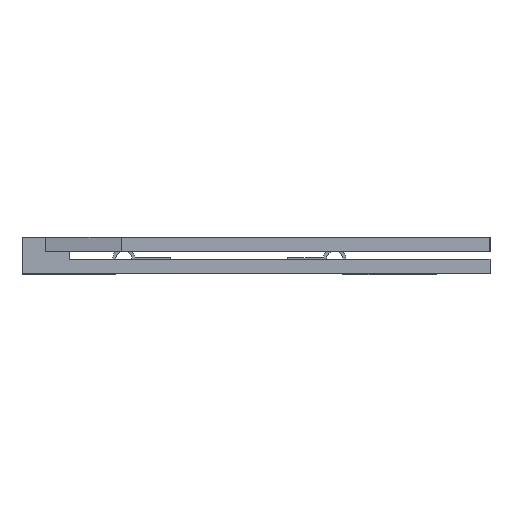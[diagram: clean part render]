
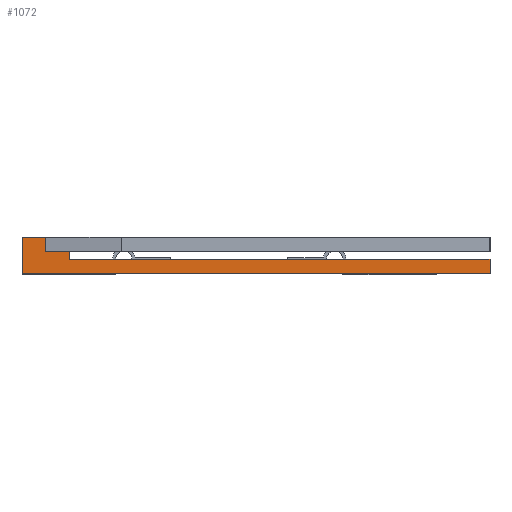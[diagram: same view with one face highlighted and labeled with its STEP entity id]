
A CAD part, front view. The second image highlights one B-rep face of the part: STEP entity #1072.
In plain terms, the highlighted planar face has unit normal (0, -1, 0).
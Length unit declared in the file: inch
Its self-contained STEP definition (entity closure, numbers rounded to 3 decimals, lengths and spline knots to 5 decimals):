
#6 = EDGE_CURVE ( 'NONE', #4112, #2147, #1236, .T. ) ;
#11 = DIRECTION ( 'NONE',  ( 0., 0., -1. ) ) ;
#12 = VECTOR ( 'NONE', #5560, 39.37008 ) ;
#173 = CARTESIAN_POINT ( 'NONE',  ( 0., 0., 0.03543 ) ) ;
#450 = CARTESIAN_POINT ( 'NONE',  ( 0., 0., 0.03543 ) ) ;
#500 = DIRECTION ( 'NONE',  ( 1., 0., 0. ) ) ;
#599 = CARTESIAN_POINT ( 'NONE',  ( 0., 0., 0.09055 ) ) ;
#629 = CARTESIAN_POINT ( 'NONE',  ( 0.11811, 0., 0.03543 ) ) ;
#632 = DIRECTION ( 'NONE',  ( 0., 1., 0. ) ) ;
#712 = DIRECTION ( 'NONE',  ( 1., 0., 0. ) ) ;
#774 = VERTEX_POINT ( 'NONE', #599 ) ;
#791 = VECTOR ( 'NONE', #500, 39.37008 ) ;
#938 = CARTESIAN_POINT ( 'NONE',  ( 0., 0., 0.03543 ) ) ;
#1072 = ADVANCED_FACE ( 'NONE', ( #1318 ), #5107, .F. ) ;
#1074 = VECTOR ( 'NONE', #11, 39.37008 ) ;
#1134 = ORIENTED_EDGE ( 'NONE', *, *, #4222, .T. ) ;
#1236 = LINE ( 'NONE', #2816, #12 ) ;
#1318 = FACE_OUTER_BOUND ( 'NONE', #4610, .T. ) ;
#1434 = CARTESIAN_POINT ( 'NONE',  ( 0., 0., 0. ) ) ;
#1501 = LINE ( 'NONE', #5098, #3714 ) ;
#1567 = CARTESIAN_POINT ( 'NONE',  ( 0., 0., 0.09055 ) ) ;
#1974 = EDGE_CURVE ( 'NONE', #3832, #774, #3370, .T. ) ;
#2000 = DIRECTION ( 'NONE',  ( -1., 0., 0. ) ) ;
#2033 = ORIENTED_EDGE ( 'NONE', *, *, #1974, .T. ) ;
#2147 = VERTEX_POINT ( 'NONE', #3444 ) ;
#2316 = VERTEX_POINT ( 'NONE', #629 ) ;
#2333 = CARTESIAN_POINT ( 'NONE',  ( 1.16929, 0., 0.03543 ) ) ;
#2395 = LINE ( 'NONE', #4051, #1074 ) ;
#2615 = EDGE_CURVE ( 'NONE', #3832, #2316, #2395, .T. ) ;
#2681 = EDGE_CURVE ( 'NONE', #2316, #4112, #5743, .T. ) ;
#2816 = CARTESIAN_POINT ( 'NONE',  ( 1.16929, 0., 0.03543 ) ) ;
#2823 = AXIS2_PLACEMENT_3D ( 'NONE', #173, #632, #3765 ) ;
#3370 = LINE ( 'NONE', #1567, #4301 ) ;
#3444 = CARTESIAN_POINT ( 'NONE',  ( 1.16929, 0., 0. ) ) ;
#3535 = EDGE_CURVE ( 'NONE', #774, #4912, #4926, .T. ) ;
#3553 = VECTOR ( 'NONE', #5873, 39.37008 ) ;
#3714 = VECTOR ( 'NONE', #712, 39.37008 ) ;
#3765 = DIRECTION ( 'NONE',  ( 0., 0., 1. ) ) ;
#3810 = CARTESIAN_POINT ( 'NONE',  ( 0.11811, 0., 0.09055 ) ) ;
#3832 = VERTEX_POINT ( 'NONE', #3810 ) ;
#4051 = CARTESIAN_POINT ( 'NONE',  ( 0.11811, 0., 0.21386 ) ) ;
#4112 = VERTEX_POINT ( 'NONE', #2333 ) ;
#4177 = ORIENTED_EDGE ( 'NONE', *, *, #2615, .F. ) ;
#4222 = EDGE_CURVE ( 'NONE', #4912, #2147, #1501, .T. ) ;
#4301 = VECTOR ( 'NONE', #2000, 39.37008 ) ;
#4601 = ORIENTED_EDGE ( 'NONE', *, *, #2681, .F. ) ;
#4610 = EDGE_LOOP ( 'NONE', ( #1134, #5488, #4601, #4177, #2033, #5623 ) ) ;
#4912 = VERTEX_POINT ( 'NONE', #1434 ) ;
#4926 = LINE ( 'NONE', #450, #3553 ) ;
#5098 = CARTESIAN_POINT ( 'NONE',  ( 0., 0., 0. ) ) ;
#5107 = PLANE ( 'NONE',  #2823 ) ;
#5488 = ORIENTED_EDGE ( 'NONE', *, *, #6, .F. ) ;
#5560 = DIRECTION ( 'NONE',  ( 0., 0., -1. ) ) ;
#5623 = ORIENTED_EDGE ( 'NONE', *, *, #3535, .T. ) ;
#5743 = LINE ( 'NONE', #938, #791 ) ;
#5873 = DIRECTION ( 'NONE',  ( 0., 0., -1. ) ) ;
